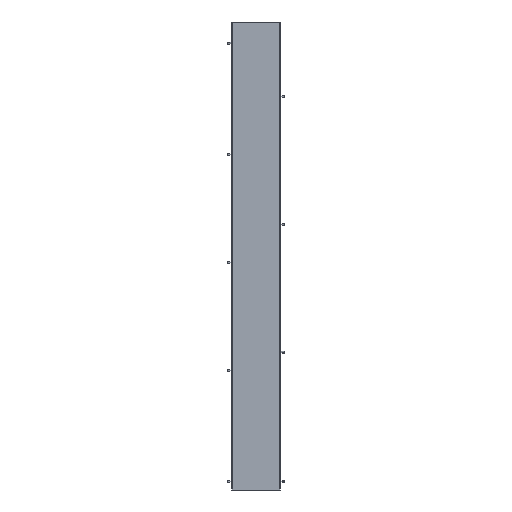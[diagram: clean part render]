
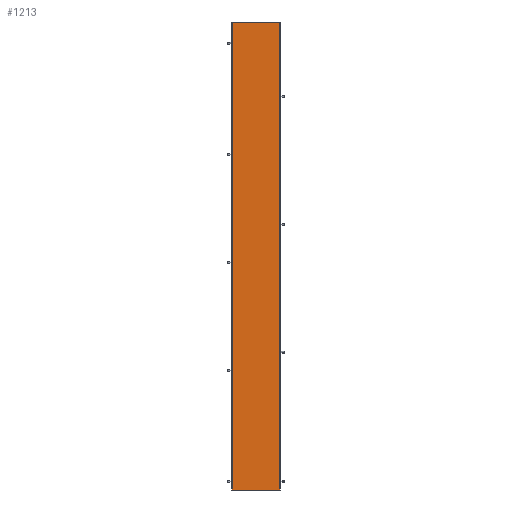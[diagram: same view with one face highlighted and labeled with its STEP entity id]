
A CAD part, front view. The second image highlights one B-rep face of the part: STEP entity #1213.
In plain terms, the highlighted planar face has unit normal (0, -1, 0).
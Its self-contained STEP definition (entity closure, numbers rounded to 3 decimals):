
#104 = ORIENTED_EDGE ( 'NONE', *, *, #1442, .F. ) ;
#144 = LINE ( 'NONE', #1803, #1884 ) ;
#194 = FACE_OUTER_BOUND ( 'NONE', #374, .T. ) ;
#203 = VERTEX_POINT ( 'NONE', #533 ) ;
#246 = ORIENTED_EDGE ( 'NONE', *, *, #1010, .T. ) ;
#374 = EDGE_LOOP ( 'NONE', ( #2390, #104, #802, #246 ) ) ;
#467 = LINE ( 'NONE', #2450, #2403 ) ;
#509 = DIRECTION ( 'NONE',  ( 0., 0., -1. ) ) ;
#533 = CARTESIAN_POINT ( 'NONE',  ( 2.5, -25., 840. ) ) ;
#546 = CARTESIAN_POINT ( 'NONE',  ( 171.5, -25., 840. ) ) ;
#559 = VERTEX_POINT ( 'NONE', #2405 ) ;
#619 = DIRECTION ( 'NONE',  ( 0., 0., -1. ) ) ;
#634 = CARTESIAN_POINT ( 'NONE',  ( 2.5, -25., 840. ) ) ;
#659 = EDGE_CURVE ( 'NONE', #203, #559, #467, .T. ) ;
#680 = VECTOR ( 'NONE', #509, 1000. ) ;
#802 = ORIENTED_EDGE ( 'NONE', *, *, #659, .F. ) ;
#947 = DIRECTION ( 'NONE',  ( 1., 0., 0. ) ) ;
#1010 = EDGE_CURVE ( 'NONE', #203, #1980, #2924, .T. ) ;
#1024 = LINE ( 'NONE', #546, #680 ) ;
#1213 = ADVANCED_FACE ( 'NONE', ( #194 ), #1929, .F. ) ;
#1442 = EDGE_CURVE ( 'NONE', #559, #1764, #1024, .T. ) ;
#1764 = VERTEX_POINT ( 'NONE', #2136 ) ;
#1803 = CARTESIAN_POINT ( 'NONE',  ( 0., -25., -840. ) ) ;
#1884 = VECTOR ( 'NONE', #947, 1000. ) ;
#1929 = PLANE ( 'NONE',  #3137 ) ;
#1980 = VERTEX_POINT ( 'NONE', #1993 ) ;
#1993 = CARTESIAN_POINT ( 'NONE',  ( 2.5, -25., -840. ) ) ;
#2136 = CARTESIAN_POINT ( 'NONE',  ( 171.5, -25., -840. ) ) ;
#2211 = DIRECTION ( 'NONE',  ( 1., 0., 0. ) ) ;
#2274 = EDGE_CURVE ( 'NONE', #1980, #1764, #144, .T. ) ;
#2390 = ORIENTED_EDGE ( 'NONE', *, *, #2274, .T. ) ;
#2403 = VECTOR ( 'NONE', #2211, 1000. ) ;
#2405 = CARTESIAN_POINT ( 'NONE',  ( 171.5, -25., 840. ) ) ;
#2450 = CARTESIAN_POINT ( 'NONE',  ( 0., -25., 840. ) ) ;
#2774 = VECTOR ( 'NONE', #619, 1000. ) ;
#2892 = CARTESIAN_POINT ( 'NONE',  ( 0., -25., 840. ) ) ;
#2924 = LINE ( 'NONE', #634, #2774 ) ;
#2926 = DIRECTION ( 'NONE',  ( 0., 0., 1. ) ) ;
#3130 = DIRECTION ( 'NONE',  ( 0., 1., 0. ) ) ;
#3137 = AXIS2_PLACEMENT_3D ( 'NONE', #2892, #3130, #2926 ) ;
